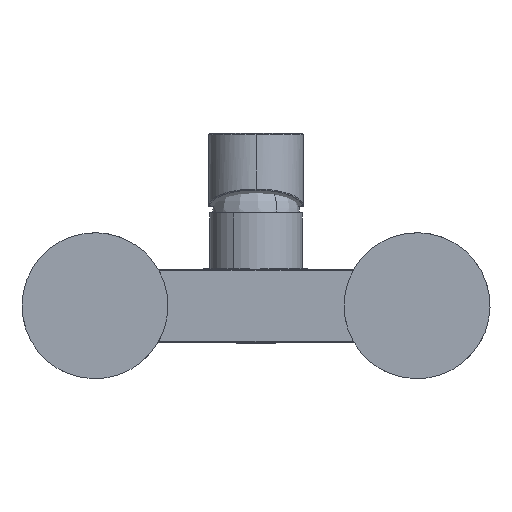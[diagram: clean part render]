
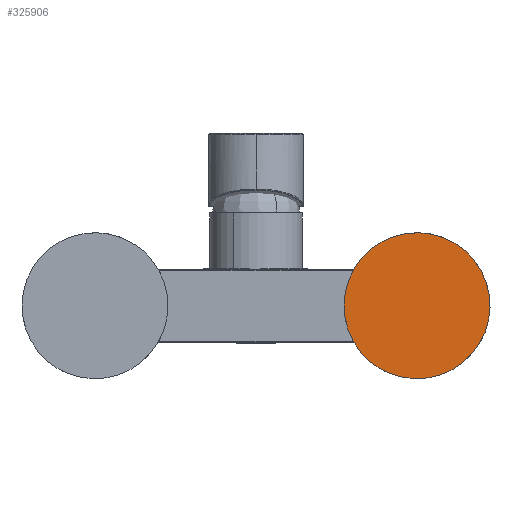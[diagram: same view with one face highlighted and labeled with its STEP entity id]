
A CAD part, left-side view. The second image highlights one B-rep face of the part: STEP entity #325906.
In plain terms, the highlighted face is planar.
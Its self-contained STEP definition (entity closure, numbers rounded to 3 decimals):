
#325601=CARTESIAN_POINT(' ',(-29.838,16.3,0.));
#325602=VERTEX_POINT(' ',#325601);
#325616=CARTESIAN_POINT(' ',(0.,0.,0.));
#325621=DIRECTION(' ',(0.,0.,-1.));
#325626=DIRECTION(' ',(0.878,-0.479,0.));
#325631=AXIS2_PLACEMENT_3D(' ',#325616,#325621,#325626);
#325636=CIRCLE('',#325631,34.);
#325641=CARTESIAN_POINT(' ',(29.838,-16.3,0.));
#325642=VERTEX_POINT(' ',#325641);
#325646=EDGE_CURVE(' ',#325642,#325602,#325636,.T.);
#325771=CARTESIAN_POINT(' ',(0.,0.,0.));
#325776=DIRECTION(' ',(0.,0.,-1.));
#325781=DIRECTION(' ',(-0.878,0.479,0.));
#325786=AXIS2_PLACEMENT_3D(' ',#325771,#325776,#325781);
#325791=CIRCLE('',#325786,34.);
#325796=EDGE_CURVE(' ',#325602,#325642,#325791,.T.);
#325861=DIRECTION(' ',(0.,0.,-1.));
#325866=CARTESIAN_POINT(' ',(-34.129,-34.134,0.));
#325871=DIRECTION(' ',(0.,1.,0.));
#325876=AXIS2_PLACEMENT_3D(' ',#325866,#325861,#325871);
#325881=PLANE('',#325876);
#325886=ORIENTED_EDGE(' ',*,*,#325796,.T.);
#325891=ORIENTED_EDGE(' ',*,*,#325646,.T.);
#325896=EDGE_LOOP(' ',(#325886,#325891));
#325901=FACE_OUTER_BOUND(' ',#325896,.T.);
#325906=ADVANCED_FACE('',(#325901),#325881,.T.);
